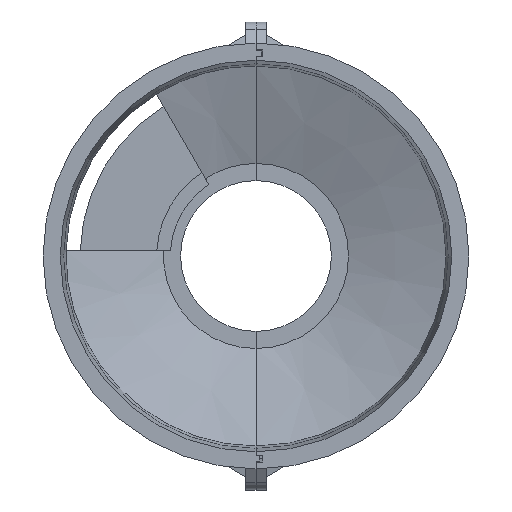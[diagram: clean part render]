
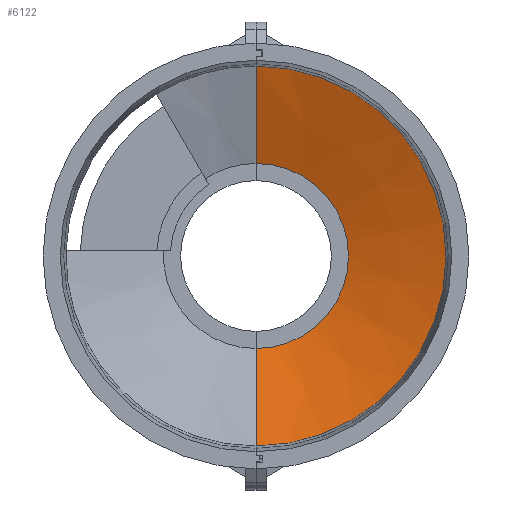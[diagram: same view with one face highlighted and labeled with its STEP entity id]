
A CAD part, left-side view. The second image highlights one B-rep face of the part: STEP entity #6122.
In plain terms, the highlighted conical face has half-angle 70.643 degrees and reference radius 41.232 mm.
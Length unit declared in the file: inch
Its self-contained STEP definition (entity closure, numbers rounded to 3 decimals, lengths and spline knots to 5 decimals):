
#114=CONICAL_SURFACE('',#6590,1.62331,1.233);
#266=CIRCLE('',#6589,1.06299);
#267=CIRCLE('',#6591,2.18362);
#533=FACE_OUTER_BOUND('',#849,.T.);
#849=EDGE_LOOP('',(#5169,#5170,#5171,#5172));
#1405=LINE('',#9626,#2099);
#1499=LINE('',#9814,#2193);
#2099=VECTOR('',#7787,0.3937);
#2193=VECTOR('',#7949,0.3937);
#2731=VERTEX_POINT('',#9623);
#2732=VERTEX_POINT('',#9625);
#2791=VERTEX_POINT('',#9811);
#2792=VERTEX_POINT('',#9813);
#3521=EDGE_CURVE('',#2732,#2731,#1405,.T.);
#3619=EDGE_CURVE('',#2792,#2791,#1499,.T.);
#3623=EDGE_CURVE('',#2791,#2732,#266,.T.);
#3624=EDGE_CURVE('',#2792,#2731,#267,.T.);
#5169=ORIENTED_EDGE('',*,*,#3619,.T.);
#5170=ORIENTED_EDGE('',*,*,#3623,.T.);
#5171=ORIENTED_EDGE('',*,*,#3521,.T.);
#5172=ORIENTED_EDGE('',*,*,#3624,.F.);
#6122=ADVANCED_FACE('',(#533),#114,.F.);
#6589=AXIS2_PLACEMENT_3D('',#9821,#7955,#7956);
#6590=AXIS2_PLACEMENT_3D('',#9822,#7957,#7958);
#6591=AXIS2_PLACEMENT_3D('',#9823,#7959,#7960);
#7787=DIRECTION('',(-0.331,0.,-0.943));
#7949=DIRECTION('',(0.331,0.,-0.943));
#7955=DIRECTION('center_axis',(1.,0.,0.));
#7956=DIRECTION('ref_axis',(0.,0.,-1.));
#7957=DIRECTION('center_axis',(-1.,0.,0.));
#7958=DIRECTION('ref_axis',(0.,-1.,0.));
#7959=DIRECTION('center_axis',(1.,0.,0.));
#7960=DIRECTION('ref_axis',(0.,0.,-1.));
#9623=CARTESIAN_POINT('',(-1.10236,0.,-2.18362));
#9625=CARTESIAN_POINT('',(-0.70866,0.,-1.06299));
#9626=CARTESIAN_POINT('',(-0.90551,0.,-1.62331));
#9811=CARTESIAN_POINT('',(-0.70866,0.,1.06299));
#9813=CARTESIAN_POINT('',(-1.10236,0.,2.18362));
#9814=CARTESIAN_POINT('',(-0.90551,0.,1.62331));
#9821=CARTESIAN_POINT('Origin',(-0.70866,0.,0.));
#9822=CARTESIAN_POINT('Origin',(-0.90551,0.,0.));
#9823=CARTESIAN_POINT('Origin',(-1.10236,0.,0.));
